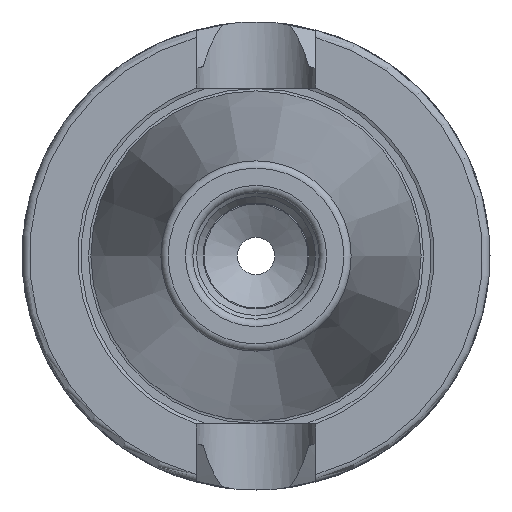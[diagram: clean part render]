
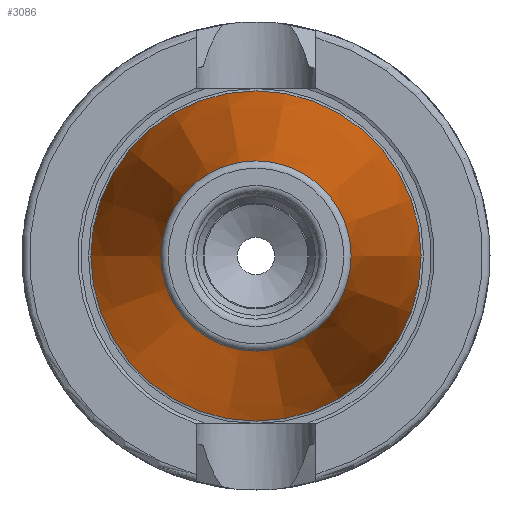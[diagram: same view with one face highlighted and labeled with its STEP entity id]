
A CAD part, left-side view. The second image highlights one B-rep face of the part: STEP entity #3086.
In plain terms, the highlighted conical face has half-angle 8.297 degrees and reference radius 17.519 mm.
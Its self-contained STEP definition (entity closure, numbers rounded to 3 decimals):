
#3052=CARTESIAN_POINT('',(-64.544,12.812,0.0));
#3053=VERTEX_POINT('',#3052);
#3054=CARTESIAN_POINT('',(-64.544,0.0,0.0));
#3055=DIRECTION('',(1.0,0.0,0.0));
#3056=DIRECTION('',(0.0,1.0,0.0));
#3057=AXIS2_PLACEMENT_3D('',#3054,#3055,#3056);
#3058=CIRCLE('',#3057,12.812);
#3059=EDGE_CURVE('',#3053,#3053,#3058,.T.);
#3067=CARTESIAN_POINT('',(-32.272,0.0,0.0));
#3068=DIRECTION('',(1.0,0.0,0.0));
#3069=DIRECTION('',(0.0,1.0,0.0));
#3070=AXIS2_PLACEMENT_3D('',#3067,#3068,#3069);
#3071=CONICAL_SURFACE('',#3070,17.519,8.297);
#3072=CARTESIAN_POINT('',(0.,22.225,0.0));
#3073=VERTEX_POINT('',#3072);
#3074=CARTESIAN_POINT('',(0.,0.0,0.0));
#3075=DIRECTION('',(1.0,0.0,0.0));
#3076=DIRECTION('',(0.0,1.0,0.0));
#3077=AXIS2_PLACEMENT_3D('',#3074,#3075,#3076);
#3078=CIRCLE('',#3077,22.225);
#3079=EDGE_CURVE('',#3073,#3073,#3078,.T.);
#3080=ORIENTED_EDGE('',*,*,#3079,.F.);
#3081=EDGE_LOOP('',(#3080));
#3082=FACE_OUTER_BOUND('',#3081,.T.);
#3083=ORIENTED_EDGE('',*,*,#3059,.T.);
#3084=EDGE_LOOP('',(#3083));
#3085=FACE_BOUND('',#3084,.T.);
#3086=ADVANCED_FACE('',(#3082,#3085),#3071,.T.);
